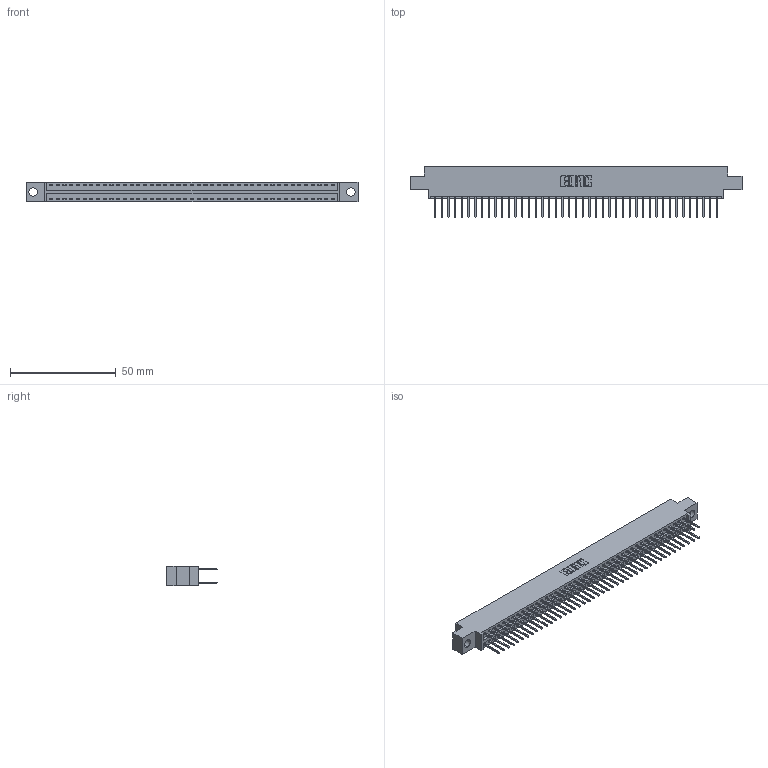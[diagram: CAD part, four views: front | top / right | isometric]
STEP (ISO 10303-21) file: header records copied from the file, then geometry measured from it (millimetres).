
FILE_DESCRIPTION (( 'STEP AP203' ), '1' );
FILE_NAME ('396-086-526-804.STEP', '2018-09-10T03:18:51', ( '' ), ( '' ), 'SwSTEP 2.0', 'SolidWorks 2016', '' );
FILE_SCHEMA (( 'CONFIG_CONTROL_DESIGN' ));
Length unit declared in the file: inch
Products named in the file (3): 346 Part_0.170 Offset - 0.156 Dia-TH; 345-292-001_345-293-126; 396-086-526-804
Assembly tree (87 placements, depth 2):
  396-086-526-804
    346 Part_0.170 Offset - 0.156 Dia-TH
    345-292-001_345-293-126  x86
Bounding box: 157.1 x 24.13 x 9.4 mm (x, y, z)
Volume: 15225.5 mm3; surface area: 21568.3 mm2
Topology: 87 solids, 87 shells, 4598 faces, 13671 edges, 8998 vertices
Faces by surface type: plane 3090, cylinder 1508
Entity records: 28081 total; most frequent: CARTESIAN_POINT 4628, ORIENTED_EDGE 4562, DIRECTION 4129, EDGE_CURVE 2281, VECTOR 1977, LINE 1977, VERTEX_POINT 1518, AXIS2_PLACEMENT_3D 1076
